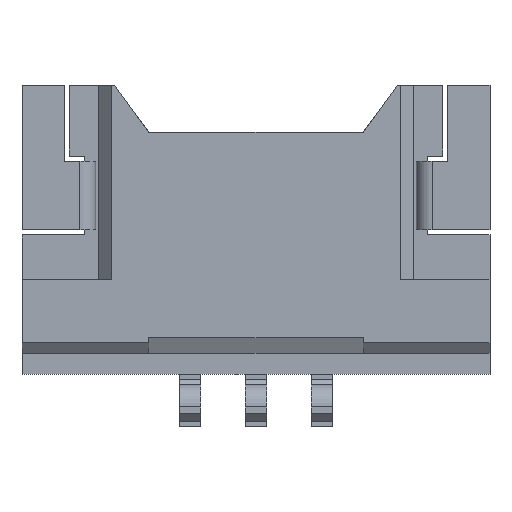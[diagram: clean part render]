
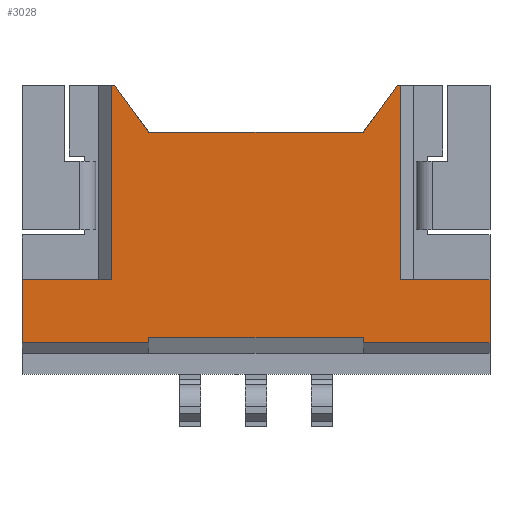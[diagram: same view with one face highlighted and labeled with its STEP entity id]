
A CAD part, front view. The second image highlights one B-rep face of the part: STEP entity #3028.
In plain terms, the highlighted planar face has unit normal (0, -1, 0).
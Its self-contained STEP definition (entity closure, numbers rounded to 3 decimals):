
#1=DIRECTION('',(0.,0.,-1.));
#2=VECTOR('',#1,3.7);
#3=CARTESIAN_POINT('',(-2.75,-0.925,2.75));
#4=LINE('',#3,#2);
#5=DIRECTION('',(1.,0.,0.));
#6=VECTOR('',#5,0.06);
#7=CARTESIAN_POINT('',(-2.75,-0.925,2.75));
#8=LINE('',#7,#6);
#9=DIRECTION('',(0.588,0.,-0.809));
#10=VECTOR('',#9,1.113);
#11=CARTESIAN_POINT('',(-2.69,-0.925,2.75));
#12=LINE('',#11,#10);
#13=DIRECTION('',(1.,0.,0.));
#14=VECTOR('',#13,4.07);
#15=CARTESIAN_POINT('',(-2.035,-0.925,1.85));
#16=LINE('',#15,#14);
#17=DIRECTION('',(0.588,0.,0.809));
#18=VECTOR('',#17,1.113);
#19=CARTESIAN_POINT('',(2.035,-0.925,1.85));
#20=LINE('',#19,#18);
#21=DIRECTION('',(1.,0.,0.));
#22=VECTOR('',#21,0.06);
#23=CARTESIAN_POINT('',(2.69,-0.925,2.75));
#24=LINE('',#23,#22);
#25=DIRECTION('',(0.,0.,1.));
#26=VECTOR('',#25,3.7);
#27=CARTESIAN_POINT('',(2.75,-0.925,-0.95));
#28=LINE('',#27,#26);
#29=DIRECTION('',(0.,0.,-1.));
#30=VECTOR('',#29,1.2);
#31=CARTESIAN_POINT('',(4.45,-0.925,-0.95));
#32=LINE('',#31,#30);
#33=DIRECTION('',(-1.,0.,0.));
#34=VECTOR('',#33,2.415);
#35=CARTESIAN_POINT('',(4.45,-0.925,-2.15));
#36=LINE('',#35,#34);
#37=DIRECTION('',(0.,0.,1.));
#38=VECTOR('',#37,0.1);
#39=CARTESIAN_POINT('',(2.035,-0.925,-2.15));
#40=LINE('',#39,#38);
#41=DIRECTION('',(1.,0.,0.));
#42=VECTOR('',#41,4.07);
#43=CARTESIAN_POINT('',(-2.035,-0.925,-2.05));
#44=LINE('',#43,#42);
#45=DIRECTION('',(0.,0.,1.));
#46=VECTOR('',#45,0.1);
#47=CARTESIAN_POINT('',(-2.035,-0.925,-2.15));
#48=LINE('',#47,#46);
#49=DIRECTION('',(-1.,0.,0.));
#50=VECTOR('',#49,2.415);
#51=CARTESIAN_POINT('',(-2.035,-0.925,-2.15));
#52=LINE('',#51,#50);
#53=DIRECTION('',(0.,0.,1.));
#54=VECTOR('',#53,1.2);
#55=CARTESIAN_POINT('',(-4.45,-0.925,-2.15));
#56=LINE('',#55,#54);
#61=DIRECTION('',(-1.,0.,0.));
#62=VECTOR('',#61,1.7);
#63=CARTESIAN_POINT('',(-2.75,-0.925,-0.95));
#64=LINE('',#63,#62);
#813=DIRECTION('',(-1.,0.,0.));
#814=VECTOR('',#813,1.7);
#815=CARTESIAN_POINT('',(4.45,-0.925,-0.95));
#816=LINE('',#815,#814);
#2289=CARTESIAN_POINT('',(2.035,-0.925,1.85));
#2290=CARTESIAN_POINT('',(2.69,-0.925,2.75));
#2291=VERTEX_POINT('',#2289);
#2292=VERTEX_POINT('',#2290);
#2293=CARTESIAN_POINT('',(-2.035,-0.925,1.85));
#2294=VERTEX_POINT('',#2293);
#2305=CARTESIAN_POINT('',(-2.69,-0.925,2.75));
#2306=VERTEX_POINT('',#2305);
#2439=CARTESIAN_POINT('',(4.45,-0.925,-0.95));
#2440=VERTEX_POINT('',#2439);
#2445=CARTESIAN_POINT('',(-4.45,-0.925,-0.95));
#2446=VERTEX_POINT('',#2445);
#2537=CARTESIAN_POINT('',(-2.75,-0.925,-0.95));
#2538=VERTEX_POINT('',#2537);
#2597=CARTESIAN_POINT('',(4.45,-0.925,-2.15));
#2598=VERTEX_POINT('',#2597);
#2601=CARTESIAN_POINT('',(-4.45,-0.925,-2.15));
#2602=VERTEX_POINT('',#2601);
#2615=CARTESIAN_POINT('',(-2.75,-0.925,2.75));
#2616=VERTEX_POINT('',#2615);
#2617=CARTESIAN_POINT('',(2.75,-0.925,2.75));
#2618=VERTEX_POINT('',#2617);
#2619=CARTESIAN_POINT('',(2.75,-0.925,-0.95));
#2620=VERTEX_POINT('',#2619);
#2669=CARTESIAN_POINT('',(2.035,-0.925,-2.15));
#2670=CARTESIAN_POINT('',(2.035,-0.925,-2.05));
#2671=VERTEX_POINT('',#2669);
#2672=VERTEX_POINT('',#2670);
#2673=CARTESIAN_POINT('',(-2.035,-0.925,-2.15));
#2674=CARTESIAN_POINT('',(-2.035,-0.925,-2.05));
#2675=VERTEX_POINT('',#2673);
#2676=VERTEX_POINT('',#2674);
#2989=CARTESIAN_POINT('',(0.,-0.925,0.));
#2990=DIRECTION('',(0.,-1.,0.));
#2991=DIRECTION('',(-1.,0.,0.));
#2992=AXIS2_PLACEMENT_3D('',#2989,#2990,#2991);
#2993=PLANE('',#2992);
#2995=ORIENTED_EDGE('',*,*,#2994,.F.);
#2997=ORIENTED_EDGE('',*,*,#2996,.T.);
#2999=ORIENTED_EDGE('',*,*,#2998,.T.);
#3001=ORIENTED_EDGE('',*,*,#3000,.T.);
#3003=ORIENTED_EDGE('',*,*,#3002,.T.);
#3005=ORIENTED_EDGE('',*,*,#3004,.T.);
#3007=ORIENTED_EDGE('',*,*,#3006,.F.);
#3009=ORIENTED_EDGE('',*,*,#3008,.F.);
#3011=ORIENTED_EDGE('',*,*,#3010,.T.);
#3013=ORIENTED_EDGE('',*,*,#3012,.T.);
#3015=ORIENTED_EDGE('',*,*,#3014,.T.);
#3017=ORIENTED_EDGE('',*,*,#3016,.F.);
#3019=ORIENTED_EDGE('',*,*,#3018,.F.);
#3021=ORIENTED_EDGE('',*,*,#3020,.T.);
#3023=ORIENTED_EDGE('',*,*,#3022,.T.);
#3025=ORIENTED_EDGE('',*,*,#3024,.F.);
#3026=EDGE_LOOP('',(#2995,#2997,#2999,#3001,#3003,#3005,#3007,#3009,#3011,#3013,
#3015,#3017,#3019,#3021,#3023,#3025));
#3027=FACE_OUTER_BOUND('',#3026,.F.);
#3028=ADVANCED_FACE('',(#3027),#2993,.T.);
#2994=EDGE_CURVE('',#2616,#2538,#4,.T.);
#2996=EDGE_CURVE('',#2616,#2306,#8,.T.);
#2998=EDGE_CURVE('',#2306,#2294,#12,.T.);
#3000=EDGE_CURVE('',#2294,#2291,#16,.T.);
#3002=EDGE_CURVE('',#2291,#2292,#20,.T.);
#3004=EDGE_CURVE('',#2292,#2618,#24,.T.);
#3006=EDGE_CURVE('',#2620,#2618,#28,.T.);
#3008=EDGE_CURVE('',#2440,#2620,#816,.T.);
#3010=EDGE_CURVE('',#2440,#2598,#32,.T.);
#3012=EDGE_CURVE('',#2598,#2671,#36,.T.);
#3014=EDGE_CURVE('',#2671,#2672,#40,.T.);
#3016=EDGE_CURVE('',#2676,#2672,#44,.T.);
#3018=EDGE_CURVE('',#2675,#2676,#48,.T.);
#3020=EDGE_CURVE('',#2675,#2602,#52,.T.);
#3022=EDGE_CURVE('',#2602,#2446,#56,.T.);
#3024=EDGE_CURVE('',#2538,#2446,#64,.T.);
